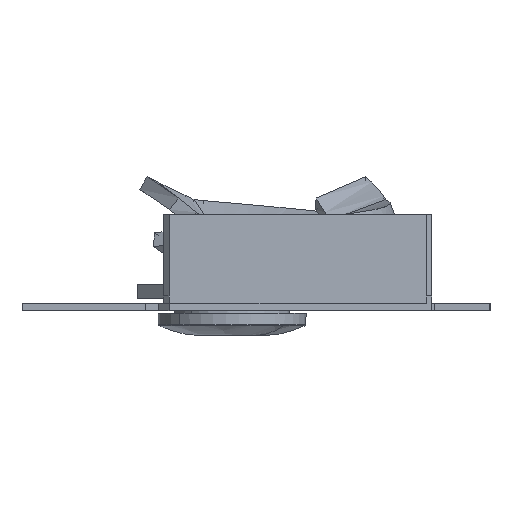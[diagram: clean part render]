
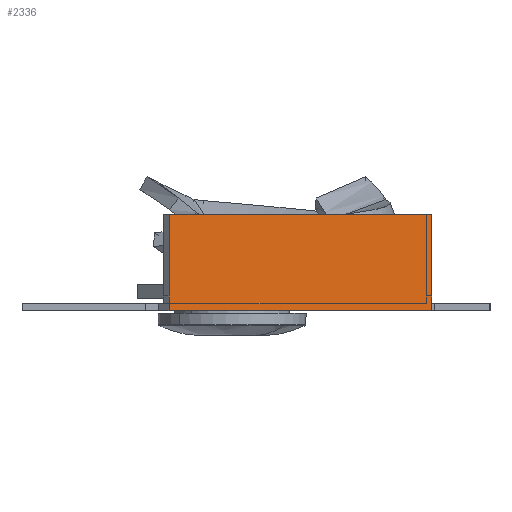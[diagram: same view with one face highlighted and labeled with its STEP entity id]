
A CAD part, left-side view. The second image highlights one B-rep face of the part: STEP entity #2336.
In plain terms, the highlighted planar face has unit normal (-0.707, -0.707, 0).
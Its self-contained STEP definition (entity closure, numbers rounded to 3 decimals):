
#2 = PLANE ( 'NONE',  #2080 ) ;
#455 = CARTESIAN_POINT ( 'NONE',  ( -155.432, 7.854, 1. ) ) ;
#537 = ORIENTED_EDGE ( 'NONE', *, *, #1202, .T. ) ;
#768 = VECTOR ( 'NONE', #2701, 1000. ) ;
#948 = LINE ( 'NONE', #3852, #4991 ) ;
#1015 = DIRECTION ( 'NONE',  ( 0.707, -0.707, 0. ) ) ;
#1126 = DIRECTION ( 'NONE',  ( 0.707, 0.707, 0. ) ) ;
#1142 = DIRECTION ( 'NONE',  ( 0.707, -0.707, 0. ) ) ;
#1202 = EDGE_CURVE ( 'NONE', #2710, #3326, #1966, .T. ) ;
#1363 = ORIENTED_EDGE ( 'NONE', *, *, #3549, .F. ) ;
#1374 = CARTESIAN_POINT ( 'NONE',  ( -190.787, 43.209, 12. ) ) ;
#1392 = CARTESIAN_POINT ( 'NONE',  ( -190.787, 43.209, 1. ) ) ;
#1403 = EDGE_CURVE ( 'NONE', #3563, #2710, #4936, .T. ) ;
#1418 = VERTEX_POINT ( 'NONE', #1374 ) ;
#1583 = CARTESIAN_POINT ( 'NONE',  ( -169.36, 21.781, -1. ) ) ;
#1687 = CARTESIAN_POINT ( 'NONE',  ( -155.432, 7.854, 0. ) ) ;
#1966 = LINE ( 'NONE', #1583, #3417 ) ;
#2080 = AXIS2_PLACEMENT_3D ( 'NONE', #3197, #1126, #1142 ) ;
#2336 = ADVANCED_FACE ( 'NONE', ( #4489 ), #2, .F. ) ;
#2458 = VERTEX_POINT ( 'NONE', #455 ) ;
#2563 = ORIENTED_EDGE ( 'NONE', *, *, #3279, .F. ) ;
#2686 = ORIENTED_EDGE ( 'NONE', *, *, #1403, .T. ) ;
#2701 = DIRECTION ( 'NONE',  ( 0., 0., -1. ) ) ;
#2710 = VERTEX_POINT ( 'NONE', #4789 ) ;
#2721 = ORIENTED_EDGE ( 'NONE', *, *, #3424, .F. ) ;
#2882 = LINE ( 'NONE', #4724, #768 ) ;
#2902 = DIRECTION ( 'NONE',  ( 0., 0., 1. ) ) ;
#2904 = DIRECTION ( 'NONE',  ( 0., 0., -1. ) ) ;
#3141 = VECTOR ( 'NONE', #4699, 1000. ) ;
#3197 = CARTESIAN_POINT ( 'NONE',  ( -155.432, 7.854, 12. ) ) ;
#3225 = CARTESIAN_POINT ( 'NONE',  ( -155.432, 7.854, 12. ) ) ;
#3279 = EDGE_CURVE ( 'NONE', #3770, #2458, #5058, .T. ) ;
#3326 = VERTEX_POINT ( 'NONE', #4265 ) ;
#3417 = VECTOR ( 'NONE', #5186, 1000. ) ;
#3424 = EDGE_CURVE ( 'NONE', #1418, #3770, #948, .T. ) ;
#3508 = ORIENTED_EDGE ( 'NONE', *, *, #4548, .F. ) ;
#3549 = EDGE_CURVE ( 'NONE', #2458, #3326, #2882, .T. ) ;
#3563 = VERTEX_POINT ( 'NONE', #3952 ) ;
#3594 = VECTOR ( 'NONE', #2904, 1000. ) ;
#3770 = VERTEX_POINT ( 'NONE', #3225 ) ;
#3852 = CARTESIAN_POINT ( 'NONE',  ( -155.432, 7.854, 12. ) ) ;
#3952 = CARTESIAN_POINT ( 'NONE',  ( -190.787, 43.209, 1. ) ) ;
#3977 = LINE ( 'NONE', #4933, #4040 ) ;
#4040 = VECTOR ( 'NONE', #2902, 1000. ) ;
#4265 = CARTESIAN_POINT ( 'NONE',  ( -155.432, 7.854, -1. ) ) ;
#4489 = FACE_OUTER_BOUND ( 'NONE', #4863, .T. ) ;
#4548 = EDGE_CURVE ( 'NONE', #3563, #1418, #3977, .T. ) ;
#4699 = DIRECTION ( 'NONE',  ( 0., 0., -1. ) ) ;
#4724 = CARTESIAN_POINT ( 'NONE',  ( -155.432, 7.854, 12. ) ) ;
#4789 = CARTESIAN_POINT ( 'NONE',  ( -190.787, 43.209, -1. ) ) ;
#4863 = EDGE_LOOP ( 'NONE', ( #3508, #2686, #537, #1363, #2563, #2721 ) ) ;
#4933 = CARTESIAN_POINT ( 'NONE',  ( -190.787, 43.209, 12. ) ) ;
#4936 = LINE ( 'NONE', #1392, #3141 ) ;
#4991 = VECTOR ( 'NONE', #1015, 1000. ) ;
#5058 = LINE ( 'NONE', #1687, #3594 ) ;
#5186 = DIRECTION ( 'NONE',  ( 0.707, -0.707, 0. ) ) ;
